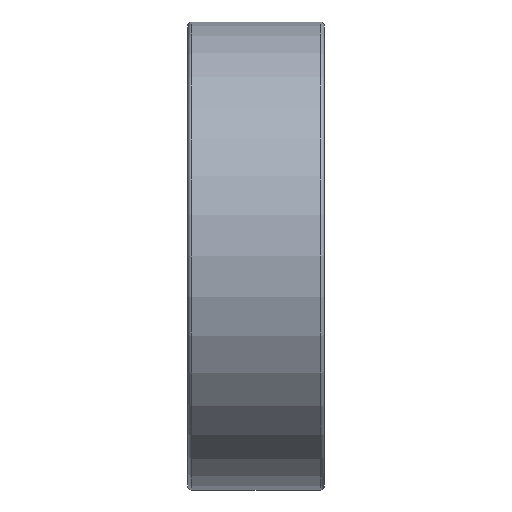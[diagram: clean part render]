
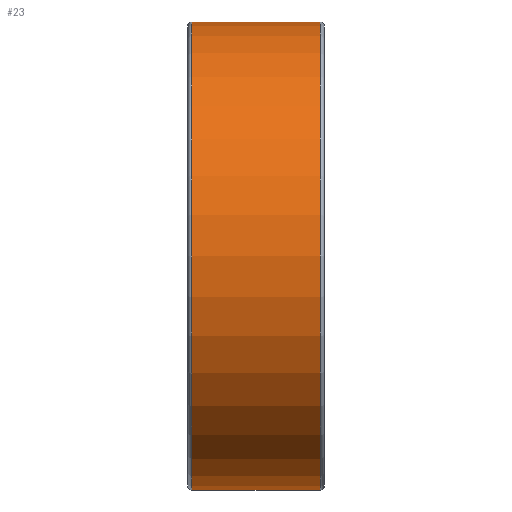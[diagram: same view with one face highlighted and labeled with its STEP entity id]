
A CAD part, front view. The second image highlights one B-rep face of the part: STEP entity #23.
In plain terms, the highlighted cylindrical face has radius 6 mm (diameter 12 mm), a partial arc.
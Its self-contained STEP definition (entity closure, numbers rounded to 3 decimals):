
#6 = DIRECTION ( 'NONE',  ( 0., 0., 1. ) ) ;
#12 = DIRECTION ( 'NONE',  ( -1., 0., 0. ) ) ;
#15 = CARTESIAN_POINT ( 'NONE',  ( 3.4, 0., 0. ) ) ;
#23 = ADVANCED_FACE ( 'NONE', ( #563 ), #1021, .T. ) ;
#53 = EDGE_CURVE ( 'NONE', #604, #696, #589, .T. ) ;
#94 = EDGE_CURVE ( 'NONE', #696, #418, #530, .T. ) ;
#125 = ORIENTED_EDGE ( 'NONE', *, *, #211, .T. ) ;
#129 = DIRECTION ( 'NONE',  ( 1., 0., 0. ) ) ;
#157 = CARTESIAN_POINT ( 'NONE',  ( 0.1, 0., 0. ) ) ;
#166 = CARTESIAN_POINT ( 'NONE',  ( 0.1, 0., -6. ) ) ;
#172 = DIRECTION ( 'NONE',  ( 1., 0., 0. ) ) ;
#175 = VECTOR ( 'NONE', #129, 1000. ) ;
#187 = DIRECTION ( 'NONE',  ( 1., 0., 0. ) ) ;
#211 = EDGE_CURVE ( 'NONE', #885, #604, #616, .T. ) ;
#215 = DIRECTION ( 'NONE',  ( 0., 0., 1. ) ) ;
#281 = ORIENTED_EDGE ( 'NONE', *, *, #53, .T. ) ;
#390 = LINE ( 'NONE', #1065, #1024 ) ;
#418 = VERTEX_POINT ( 'NONE', #599 ) ;
#482 = AXIS2_PLACEMENT_3D ( 'NONE', #1066, #510, #997 ) ;
#510 = DIRECTION ( 'NONE',  ( 1., 0., 0. ) ) ;
#530 = CIRCLE ( 'NONE', #948, 6. ) ;
#563 = FACE_OUTER_BOUND ( 'NONE', #958, .T. ) ;
#589 = LINE ( 'NONE', #166, #175 ) ;
#599 = CARTESIAN_POINT ( 'NONE',  ( 3.4, 0., 6. ) ) ;
#604 = VERTEX_POINT ( 'NONE', #754 ) ;
#616 = CIRCLE ( 'NONE', #482, 6. ) ;
#696 = VERTEX_POINT ( 'NONE', #867 ) ;
#709 = ORIENTED_EDGE ( 'NONE', *, *, #1031, .F. ) ;
#754 = CARTESIAN_POINT ( 'NONE',  ( 0.1, 0., -6. ) ) ;
#788 = AXIS2_PLACEMENT_3D ( 'NONE', #157, #187, #215 ) ;
#834 = ORIENTED_EDGE ( 'NONE', *, *, #94, .T. ) ;
#867 = CARTESIAN_POINT ( 'NONE',  ( 3.4, 0., -6. ) ) ;
#885 = VERTEX_POINT ( 'NONE', #968 ) ;
#948 = AXIS2_PLACEMENT_3D ( 'NONE', #15, #12, #6 ) ;
#958 = EDGE_LOOP ( 'NONE', ( #125, #281, #834, #709 ) ) ;
#968 = CARTESIAN_POINT ( 'NONE',  ( 0.1, 0., 6. ) ) ;
#997 = DIRECTION ( 'NONE',  ( 0., 0., 1. ) ) ;
#1021 = CYLINDRICAL_SURFACE ( 'NONE', #788, 6. ) ;
#1024 = VECTOR ( 'NONE', #172, 1000. ) ;
#1031 = EDGE_CURVE ( 'NONE', #885, #418, #390, .T. ) ;
#1065 = CARTESIAN_POINT ( 'NONE',  ( 0.1, 0., 6. ) ) ;
#1066 = CARTESIAN_POINT ( 'NONE',  ( 0.1, 0., 0. ) ) ;
